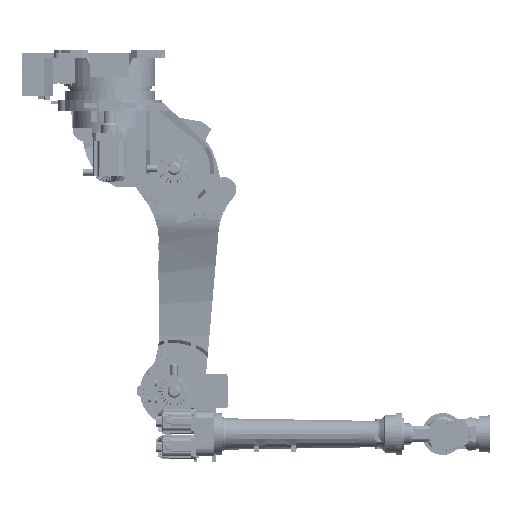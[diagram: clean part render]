
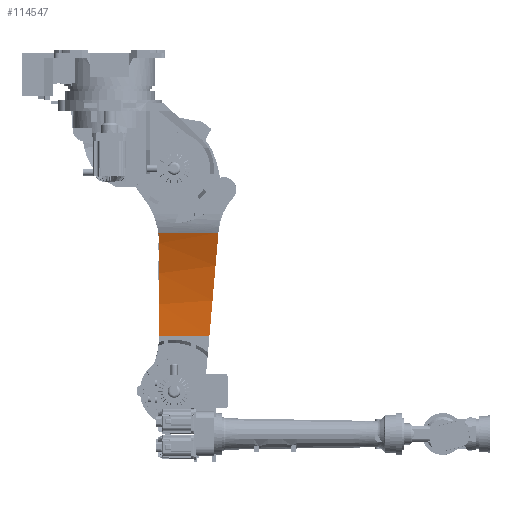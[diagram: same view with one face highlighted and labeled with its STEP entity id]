
A CAD part, front view. The second image highlights one B-rep face of the part: STEP entity #114547.
In plain terms, the highlighted cylindrical face has radius 1400 mm (diameter 2800 mm), a partial arc.
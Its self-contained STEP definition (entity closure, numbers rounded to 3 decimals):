
#1777 = CARTESIAN_POINT ( 'NONE',  ( 570.02, 141.285, -1158.229 ) ) ;
#5243 = EDGE_CURVE ( 'NONE', #180230, #286383, #131994, .T. ) ;
#17109 = CARTESIAN_POINT ( 'NONE',  ( 263.163, 69.554, -991.979 ) ) ;
#17943 = CARTESIAN_POINT ( 'NONE',  ( 536.873, 180., -1537.1 ) ) ;
#19522 = CARTESIAN_POINT ( 'NONE',  ( 266., 180., -1537.1 ) ) ;
#28000 = CARTESIAN_POINT ( 'NONE',  ( 585.396, 65.455, -982.477 ) ) ;
#30142 = VECTOR ( 'NONE', #43834, 1000. ) ;
#39978 = VECTOR ( 'NONE', #167374, 1000. ) ;
#40947 = CARTESIAN_POINT ( 'NONE',  ( 266., 88.963, -1040.497 ) ) ;
#43834 = DIRECTION ( 'NONE',  ( -1., 0., 0. ) ) ;
#54135 = CARTESIAN_POINT ( 'NONE',  ( 261.77, 65.455, -982.477 ) ) ;
#79616 = EDGE_CURVE ( 'NONE', #79856, #306388, #114834, .T. ) ;
#79856 = VERTEX_POINT ( 'NONE', #256228 ) ;
#105983 = CARTESIAN_POINT ( 'NONE',  ( 266., -1220., -1537.1 ) ) ;
#109032 = LINE ( 'NONE', #192243, #39978 ) ;
#114547 = ADVANCED_FACE ( 'NONE', ( #258524 ), #157254, .F. ) ;
#114834 = B_SPLINE_CURVE_WITH_KNOTS ( 'NONE', 3,
 ( #40947, #171509, #327764, #172634, #17109, #198656 ),
 .UNSPECIFIED., .F., .F.,
 ( 4, 2, 4 ),
 ( 0., 0.031, 0.063 ),
 .UNSPECIFIED. ) ;
#123405 = ORIENTED_EDGE ( 'NONE', *, *, #329261, .F. ) ;
#129701 = CIRCLE ( 'NONE', #302756, 1400. ) ;
#130826 = DIRECTION ( 'NONE',  ( -1., 0., 0. ) ) ;
#131994 =( BOUNDED_CURVE ( )  B_SPLINE_CURVE ( 3, ( #28000, #1777, #208324, #209451 ),
 .UNSPECIFIED., .F., .F. ) 
 B_SPLINE_CURVE_WITH_KNOTS ( ( 4, 4 ),
 ( 4.305, 4.712 ),
 .UNSPECIFIED. ) 
 CURVE ( )  GEOMETRIC_REPRESENTATION_ITEM ( )  RATIONAL_B_SPLINE_CURVE ( ( 1., 0.986, 0.986, 1. ) ) 
 REPRESENTATION_ITEM ( '' )  );
#132106 = DIRECTION ( 'NONE',  ( 0., 0., 1. ) ) ;
#143616 = VERTEX_POINT ( 'NONE', #19522 ) ;
#150894 = EDGE_CURVE ( 'NONE', #180230, #306388, #204591, .T. ) ;
#157254 = CYLINDRICAL_SURFACE ( 'NONE', #195997, 1400. ) ;
#167374 = DIRECTION ( 'NONE',  ( -1., 0., 0. ) ) ;
#171509 = CARTESIAN_POINT ( 'NONE',  ( 266., 85.23, -1030.656 ) ) ;
#172634 = CARTESIAN_POINT ( 'NONE',  ( 264.219, 73.565, -1001.564 ) ) ;
#173257 = CARTESIAN_POINT ( 'NONE',  ( 600.931, 65.455, -982.477 ) ) ;
#180230 = VERTEX_POINT ( 'NONE', #221201 ) ;
#182234 = ORIENTED_EDGE ( 'NONE', *, *, #5243, .F. ) ;
#183783 = ORIENTED_EDGE ( 'NONE', *, *, #204208, .F. ) ;
#192243 = CARTESIAN_POINT ( 'NONE',  ( 600.931, 180., -1537.1 ) ) ;
#195997 = AXIS2_PLACEMENT_3D ( 'NONE', #233927, #130826, #235053 ) ;
#198656 = CARTESIAN_POINT ( 'NONE',  ( 261.77, 65.455, -982.477 ) ) ;
#204208 = EDGE_CURVE ( 'NONE', #286383, #143616, #109032, .T. ) ;
#204591 = LINE ( 'NONE', #173257, #30142 ) ;
#208324 = CARTESIAN_POINT ( 'NONE',  ( 553.62, 180., -1345.687 ) ) ;
#209451 = CARTESIAN_POINT ( 'NONE',  ( 536.873, 180., -1537.1 ) ) ;
#216583 = ORIENTED_EDGE ( 'NONE', *, *, #79616, .F. ) ;
#221201 = CARTESIAN_POINT ( 'NONE',  ( 585.396, 65.455, -982.477 ) ) ;
#233927 = CARTESIAN_POINT ( 'NONE',  ( 600.931, -1220., -1537.1 ) ) ;
#235053 = DIRECTION ( 'NONE',  ( 0., 1., 0. ) ) ;
#252872 = ORIENTED_EDGE ( 'NONE', *, *, #150894, .T. ) ;
#256228 = CARTESIAN_POINT ( 'NONE',  ( 266., 88.963, -1040.497 ) ) ;
#258524 = FACE_OUTER_BOUND ( 'NONE', #288164, .T. ) ;
#286383 = VERTEX_POINT ( 'NONE', #17943 ) ;
#287272 = DIRECTION ( 'NONE',  ( 1., 0., 0. ) ) ;
#288164 = EDGE_LOOP ( 'NONE', ( #182234, #252872, #216583, #123405, #183783 ) ) ;
#302756 = AXIS2_PLACEMENT_3D ( 'NONE', #105983, #287272, #132106 ) ;
#306388 = VERTEX_POINT ( 'NONE', #54135 ) ;
#327764 = CARTESIAN_POINT ( 'NONE',  ( 265.637, 81.403, -1020.902 ) ) ;
#329261 = EDGE_CURVE ( 'NONE', #143616, #79856, #129701, .T. ) ;
